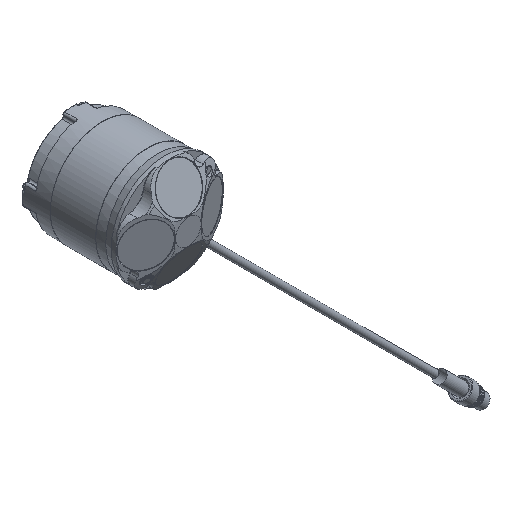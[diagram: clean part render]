
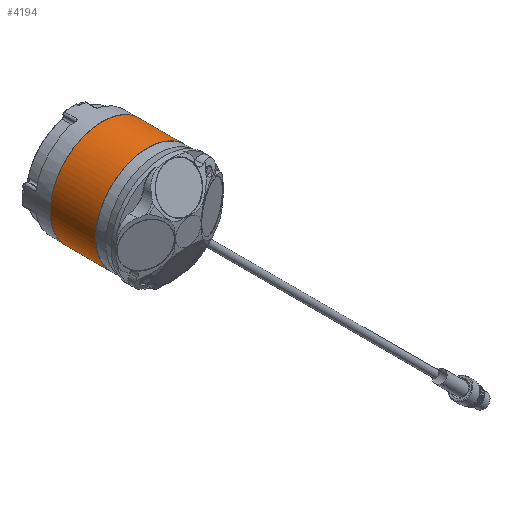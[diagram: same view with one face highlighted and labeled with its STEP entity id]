
A CAD part, isometric view. The second image highlights one B-rep face of the part: STEP entity #4194.
In plain terms, the highlighted cylindrical face has radius 57.114 mm (diameter 114.228 mm), a full revolution.
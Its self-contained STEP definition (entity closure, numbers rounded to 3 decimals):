
#169=FACE_BOUND('',#576,.T.);
#260=B_SPLINE_CURVE_WITH_KNOTS('',3,(#7050,#7051,#7052,#7053,#7054,#7055,
#7056,#7057,#7058,#7059,#7060,#7061,#7062,#7063,#7064,#7065,#7066,#7067,
#7068,#7069,#7070,#7071,#7072,#7073,#7074,#7075,#7076,#7077,#7078,#7079,
#7080,#7081,#7082,#7083,#7084,#7085,#7086,#7087,#7088,#7089,#7090,#7091,
#7092,#7093,#7094,#7095,#7096,#7097,#7098,#7099),.UNSPECIFIED.,.T.,.F.,
(4,2,2,2,2,2,2,2,2,2,2,2,2,2,2,2,2,2,2,2,2,2,2,2,4),(0.,0.274,
0.549,1.098,1.646,1.921,2.195,
2.47,2.744,3.293,3.842,4.116,
4.39,4.665,4.939,5.488,6.037,
6.311,6.586,6.86,7.134,7.683,
8.232,8.506,8.781),.UNSPECIFIED.);
#326=FACE_OUTER_BOUND('',#575,.T.);
#575=EDGE_LOOP('',(#2665,#2666,#2667,#2668));
#576=EDGE_LOOP('',(#2669));
#837=CIRCLE('',#4560,57.114);
#840=CIRCLE('',#4564,57.114);
#1221=LINE('',#7044,#1397);
#1223=LINE('',#7047,#1399);
#1397=VECTOR('',#5278,10.);
#1399=VECTOR('',#5282,10.);
#1587=VERTEX_POINT('',#7024);
#1588=VERTEX_POINT('',#7026);
#1592=VERTEX_POINT('',#7035);
#1593=VERTEX_POINT('',#7037);
#1595=VERTEX_POINT('',#7049);
#1997=EDGE_CURVE('',#1588,#1587,#837,.T.);
#2002=EDGE_CURVE('',#1593,#1592,#840,.T.);
#2006=EDGE_CURVE('',#1587,#1593,#1221,.T.);
#2008=EDGE_CURVE('',#1592,#1588,#1223,.T.);
#2009=EDGE_CURVE('',#1595,#1595,#260,.T.);
#2665=ORIENTED_EDGE('',*,*,#1997,.T.);
#2666=ORIENTED_EDGE('',*,*,#2006,.T.);
#2667=ORIENTED_EDGE('',*,*,#2002,.T.);
#2668=ORIENTED_EDGE('',*,*,#2008,.T.);
#2669=ORIENTED_EDGE('',*,*,#2009,.F.);
#3843=CYLINDRICAL_SURFACE('',#4568,57.114);
#4194=ADVANCED_FACE('',(#326,#169),#3843,.T.);
#4560=AXIS2_PLACEMENT_3D('',#7027,#5260,#5261);
#4564=AXIS2_PLACEMENT_3D('',#7038,#5270,#5271);
#4568=AXIS2_PLACEMENT_3D('',#7048,#5283,#5284);
#5260=DIRECTION('center_axis',(0.,-1.,0.));
#5261=DIRECTION('ref_axis',(0.921,0.,-0.391));
#5270=DIRECTION('center_axis',(0.,1.,0.));
#5271=DIRECTION('ref_axis',(-0.921,0.,0.391));
#5278=DIRECTION('',(0.,-1.,0.));
#5282=DIRECTION('',(0.,1.,0.));
#5283=DIRECTION('center_axis',(0.,-1.,0.));
#5284=DIRECTION('ref_axis',(-0.921,0.,0.391));
#7024=CARTESIAN_POINT('',(52.574,94.77,-22.316));
#7026=CARTESIAN_POINT('',(52.574,94.77,-22.316));
#7027=CARTESIAN_POINT('Origin',(0.,94.77,0.));
#7035=CARTESIAN_POINT('',(52.574,44.77,-22.316));
#7037=CARTESIAN_POINT('',(52.574,44.77,-22.316));
#7038=CARTESIAN_POINT('Origin',(0.,44.77,0.));
#7044=CARTESIAN_POINT('',(52.574,94.77,-22.316));
#7047=CARTESIAN_POINT('',(52.574,44.77,-22.316));
#7048=CARTESIAN_POINT('Origin',(0.,57.27,0.));
#7049=CARTESIAN_POINT('',(49.316,70.,-28.809));
#7050=CARTESIAN_POINT('Ctrl Pts',(49.316,70.,-28.809));
#7051=CARTESIAN_POINT('Ctrl Pts',(49.316,69.085,-28.809));
#7052=CARTESIAN_POINT('Ctrl Pts',(49.27,68.141,-28.888));
#7053=CARTESIAN_POINT('Ctrl Pts',(49.076,66.264,-29.216));
#7054=CARTESIAN_POINT('Ctrl Pts',(48.928,65.332,-29.465));
#7055=CARTESIAN_POINT('Ctrl Pts',(48.332,62.655,-30.441));
#7056=CARTESIAN_POINT('Ctrl Pts',(47.721,61.03,-31.407));
#7057=CARTESIAN_POINT('Ctrl Pts',(46.238,58.464,-33.552));
#7058=CARTESIAN_POINT('Ctrl Pts',(45.264,57.349,-34.877));
#7059=CARTESIAN_POINT('Ctrl Pts',(43.556,56.238,-36.955));
#7060=CARTESIAN_POINT('Ctrl Pts',(42.946,55.957,-37.663));
#7061=CARTESIAN_POINT('Ctrl Pts',(41.684,55.588,-39.055));
#7062=CARTESIAN_POINT('Ctrl Pts',(41.032,55.5,-39.739));
#7063=CARTESIAN_POINT('Ctrl Pts',(39.739,55.5,-41.032));
#7064=CARTESIAN_POINT('Ctrl Pts',(39.055,55.588,-41.684));
#7065=CARTESIAN_POINT('Ctrl Pts',(37.663,55.957,-42.946));
#7066=CARTESIAN_POINT('Ctrl Pts',(36.955,56.238,-43.556));
#7067=CARTESIAN_POINT('Ctrl Pts',(34.877,57.349,-45.264));
#7068=CARTESIAN_POINT('Ctrl Pts',(33.552,58.464,-46.238));
#7069=CARTESIAN_POINT('Ctrl Pts',(31.407,61.03,-47.721));
#7070=CARTESIAN_POINT('Ctrl Pts',(30.441,62.655,-48.332));
#7071=CARTESIAN_POINT('Ctrl Pts',(29.465,65.332,-48.928));
#7072=CARTESIAN_POINT('Ctrl Pts',(29.216,66.264,-49.076));
#7073=CARTESIAN_POINT('Ctrl Pts',(28.888,68.141,-49.27));
#7074=CARTESIAN_POINT('Ctrl Pts',(28.809,69.085,-49.316));
#7075=CARTESIAN_POINT('Ctrl Pts',(28.809,70.915,-49.316));
#7076=CARTESIAN_POINT('Ctrl Pts',(28.888,71.859,-49.27));
#7077=CARTESIAN_POINT('Ctrl Pts',(29.216,73.736,-49.076));
#7078=CARTESIAN_POINT('Ctrl Pts',(29.465,74.668,-48.928));
#7079=CARTESIAN_POINT('Ctrl Pts',(30.441,77.345,-48.332));
#7080=CARTESIAN_POINT('Ctrl Pts',(31.407,78.97,-47.721));
#7081=CARTESIAN_POINT('Ctrl Pts',(33.552,81.536,-46.238));
#7082=CARTESIAN_POINT('Ctrl Pts',(34.877,82.651,-45.264));
#7083=CARTESIAN_POINT('Ctrl Pts',(36.955,83.762,-43.556));
#7084=CARTESIAN_POINT('Ctrl Pts',(37.663,84.043,-42.946));
#7085=CARTESIAN_POINT('Ctrl Pts',(39.055,84.412,-41.684));
#7086=CARTESIAN_POINT('Ctrl Pts',(39.739,84.5,-41.032));
#7087=CARTESIAN_POINT('Ctrl Pts',(41.032,84.5,-39.739));
#7088=CARTESIAN_POINT('Ctrl Pts',(41.684,84.412,-39.055));
#7089=CARTESIAN_POINT('Ctrl Pts',(42.946,84.043,-37.663));
#7090=CARTESIAN_POINT('Ctrl Pts',(43.556,83.762,-36.955));
#7091=CARTESIAN_POINT('Ctrl Pts',(45.264,82.651,-34.877));
#7092=CARTESIAN_POINT('Ctrl Pts',(46.238,81.536,-33.552));
#7093=CARTESIAN_POINT('Ctrl Pts',(47.721,78.97,-31.407));
#7094=CARTESIAN_POINT('Ctrl Pts',(48.332,77.345,-30.441));
#7095=CARTESIAN_POINT('Ctrl Pts',(48.928,74.668,-29.465));
#7096=CARTESIAN_POINT('Ctrl Pts',(49.076,73.736,-29.216));
#7097=CARTESIAN_POINT('Ctrl Pts',(49.27,71.859,-28.888));
#7098=CARTESIAN_POINT('Ctrl Pts',(49.316,70.915,-28.809));
#7099=CARTESIAN_POINT('Ctrl Pts',(49.316,70.,-28.809));
